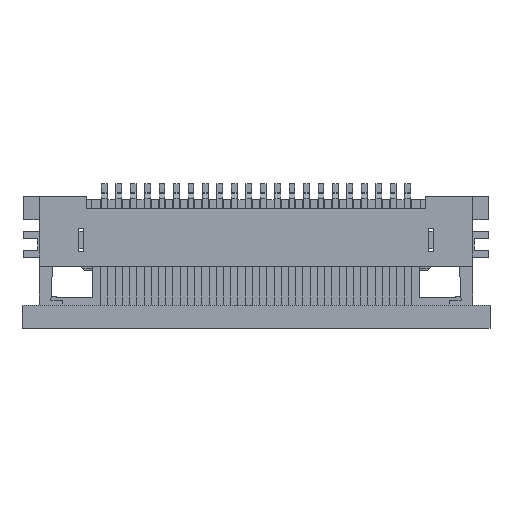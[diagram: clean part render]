
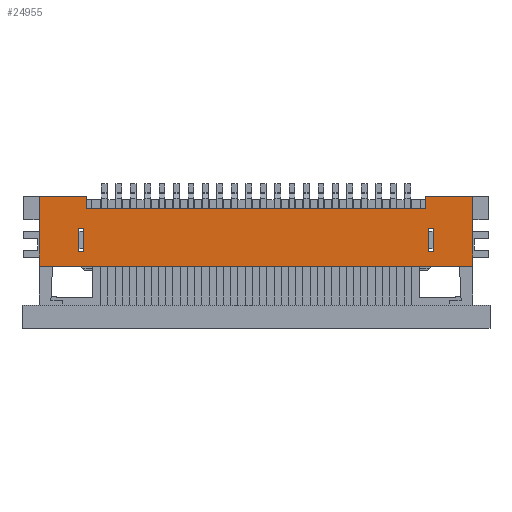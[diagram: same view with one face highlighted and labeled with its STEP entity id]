
A CAD part, top view. The second image highlights one B-rep face of the part: STEP entity #24955.
In plain terms, the highlighted planar face has unit normal (0, 0, 1).
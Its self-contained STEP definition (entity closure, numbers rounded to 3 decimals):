
#24955 = ADVANCED_FACE('',(#24956,#25022,#25056),#25090,.T.);
#24956 = FACE_BOUND('',#24957,.F.);
#24957 = EDGE_LOOP('',(#24958,#24968,#24976,#24984,#24992,#25000,#25008,
    #25016));
#24958 = ORIENTED_EDGE('',*,*,#24959,.F.);
#24959 = EDGE_CURVE('',#24960,#24962,#24964,.T.);
#24960 = VERTEX_POINT('',#24961);
#24961 = CARTESIAN_POINT('',(5.87,1.75,1.2));
#24962 = VERTEX_POINT('',#24963);
#24963 = CARTESIAN_POINT('',(5.87,1.35,1.2));
#24964 = LINE('',#24965,#24966);
#24965 = CARTESIAN_POINT('',(5.87,1.75,1.2));
#24966 = VECTOR('',#24967,1.);
#24967 = DIRECTION('',(0.,-1.,0.));
#24968 = ORIENTED_EDGE('',*,*,#24969,.F.);
#24969 = EDGE_CURVE('',#24970,#24960,#24972,.T.);
#24970 = VERTEX_POINT('',#24971);
#24971 = CARTESIAN_POINT('',(7.5,1.75,1.2));
#24972 = LINE('',#24973,#24974);
#24973 = CARTESIAN_POINT('',(7.5,1.75,1.2));
#24974 = VECTOR('',#24975,1.);
#24975 = DIRECTION('',(-1.,0.,0.));
#24976 = ORIENTED_EDGE('',*,*,#24977,.T.);
#24977 = EDGE_CURVE('',#24970,#24978,#24980,.T.);
#24978 = VERTEX_POINT('',#24979);
#24979 = CARTESIAN_POINT('',(7.5,-0.65,1.2));
#24980 = LINE('',#24981,#24982);
#24981 = CARTESIAN_POINT('',(7.5,1.75,1.2));
#24982 = VECTOR('',#24983,1.);
#24983 = DIRECTION('',(0.,-1.,0.));
#24984 = ORIENTED_EDGE('',*,*,#24985,.T.);
#24985 = EDGE_CURVE('',#24978,#24986,#24988,.T.);
#24986 = VERTEX_POINT('',#24987);
#24987 = CARTESIAN_POINT('',(-7.5,-0.65,1.2));
#24988 = LINE('',#24989,#24990);
#24989 = CARTESIAN_POINT('',(7.5,-0.65,1.2));
#24990 = VECTOR('',#24991,1.);
#24991 = DIRECTION('',(-1.,0.,0.));
#24992 = ORIENTED_EDGE('',*,*,#24993,.F.);
#24993 = EDGE_CURVE('',#24994,#24986,#24996,.T.);
#24994 = VERTEX_POINT('',#24995);
#24995 = CARTESIAN_POINT('',(-7.5,1.75,1.2));
#24996 = LINE('',#24997,#24998);
#24997 = CARTESIAN_POINT('',(-7.5,1.75,1.2));
#24998 = VECTOR('',#24999,1.);
#24999 = DIRECTION('',(0.,-1.,0.));
#25000 = ORIENTED_EDGE('',*,*,#25001,.F.);
#25001 = EDGE_CURVE('',#25002,#24994,#25004,.T.);
#25002 = VERTEX_POINT('',#25003);
#25003 = CARTESIAN_POINT('',(-5.87,1.75,1.2));
#25004 = LINE('',#25005,#25006);
#25005 = CARTESIAN_POINT('',(-5.87,1.75,1.2));
#25006 = VECTOR('',#25007,1.);
#25007 = DIRECTION('',(-1.,0.,0.));
#25008 = ORIENTED_EDGE('',*,*,#25009,.F.);
#25009 = EDGE_CURVE('',#25010,#25002,#25012,.T.);
#25010 = VERTEX_POINT('',#25011);
#25011 = CARTESIAN_POINT('',(-5.87,1.35,1.2));
#25012 = LINE('',#25013,#25014);
#25013 = CARTESIAN_POINT('',(-5.87,1.35,1.2));
#25014 = VECTOR('',#25015,1.);
#25015 = DIRECTION('',(0.,1.,0.));
#25016 = ORIENTED_EDGE('',*,*,#25017,.T.);
#25017 = EDGE_CURVE('',#25010,#24962,#25018,.T.);
#25018 = LINE('',#25019,#25020);
#25019 = CARTESIAN_POINT('',(-5.87,1.35,1.2));
#25020 = VECTOR('',#25021,1.);
#25021 = DIRECTION('',(1.,0.,0.));
#25022 = FACE_BOUND('',#25023,.F.);
#25023 = EDGE_LOOP('',(#25024,#25034,#25042,#25050));
#25024 = ORIENTED_EDGE('',*,*,#25025,.F.);
#25025 = EDGE_CURVE('',#25026,#25028,#25030,.T.);
#25026 = VERTEX_POINT('',#25027);
#25027 = CARTESIAN_POINT('',(5.97,-0.15,1.2));
#25028 = VERTEX_POINT('',#25029);
#25029 = CARTESIAN_POINT('',(5.97,0.65,1.2));
#25030 = LINE('',#25031,#25032);
#25031 = CARTESIAN_POINT('',(5.97,-0.15,1.2));
#25032 = VECTOR('',#25033,1.);
#25033 = DIRECTION('',(0.,1.,0.));
#25034 = ORIENTED_EDGE('',*,*,#25035,.F.);
#25035 = EDGE_CURVE('',#25036,#25026,#25038,.T.);
#25036 = VERTEX_POINT('',#25037);
#25037 = CARTESIAN_POINT('',(6.15,-0.15,1.2));
#25038 = LINE('',#25039,#25040);
#25039 = CARTESIAN_POINT('',(6.15,-0.15,1.2));
#25040 = VECTOR('',#25041,1.);
#25041 = DIRECTION('',(-1.,0.,0.));
#25042 = ORIENTED_EDGE('',*,*,#25043,.F.);
#25043 = EDGE_CURVE('',#25044,#25036,#25046,.T.);
#25044 = VERTEX_POINT('',#25045);
#25045 = CARTESIAN_POINT('',(6.15,0.65,1.2));
#25046 = LINE('',#25047,#25048);
#25047 = CARTESIAN_POINT('',(6.15,0.65,1.2));
#25048 = VECTOR('',#25049,1.);
#25049 = DIRECTION('',(0.,-1.,0.));
#25050 = ORIENTED_EDGE('',*,*,#25051,.F.);
#25051 = EDGE_CURVE('',#25028,#25044,#25052,.T.);
#25052 = LINE('',#25053,#25054);
#25053 = CARTESIAN_POINT('',(5.97,0.65,1.2));
#25054 = VECTOR('',#25055,1.);
#25055 = DIRECTION('',(1.,0.,0.));
#25056 = FACE_BOUND('',#25057,.F.);
#25057 = EDGE_LOOP('',(#25058,#25068,#25076,#25084));
#25058 = ORIENTED_EDGE('',*,*,#25059,.F.);
#25059 = EDGE_CURVE('',#25060,#25062,#25064,.T.);
#25060 = VERTEX_POINT('',#25061);
#25061 = CARTESIAN_POINT('',(-5.97,-0.15,1.2));
#25062 = VERTEX_POINT('',#25063);
#25063 = CARTESIAN_POINT('',(-6.15,-0.15,1.2));
#25064 = LINE('',#25065,#25066);
#25065 = CARTESIAN_POINT('',(-5.97,-0.15,1.2));
#25066 = VECTOR('',#25067,1.);
#25067 = DIRECTION('',(-1.,0.,0.));
#25068 = ORIENTED_EDGE('',*,*,#25069,.F.);
#25069 = EDGE_CURVE('',#25070,#25060,#25072,.T.);
#25070 = VERTEX_POINT('',#25071);
#25071 = CARTESIAN_POINT('',(-5.97,0.65,1.2));
#25072 = LINE('',#25073,#25074);
#25073 = CARTESIAN_POINT('',(-5.97,0.65,1.2));
#25074 = VECTOR('',#25075,1.);
#25075 = DIRECTION('',(0.,-1.,0.));
#25076 = ORIENTED_EDGE('',*,*,#25077,.F.);
#25077 = EDGE_CURVE('',#25078,#25070,#25080,.T.);
#25078 = VERTEX_POINT('',#25079);
#25079 = CARTESIAN_POINT('',(-6.15,0.65,1.2));
#25080 = LINE('',#25081,#25082);
#25081 = CARTESIAN_POINT('',(-6.15,0.65,1.2));
#25082 = VECTOR('',#25083,1.);
#25083 = DIRECTION('',(1.,0.,0.));
#25084 = ORIENTED_EDGE('',*,*,#25085,.F.);
#25085 = EDGE_CURVE('',#25062,#25078,#25086,.T.);
#25086 = LINE('',#25087,#25088);
#25087 = CARTESIAN_POINT('',(-6.15,-0.15,1.2));
#25088 = VECTOR('',#25089,1.);
#25089 = DIRECTION('',(0.,1.,0.));
#25090 = PLANE('',#25091);
#25091 = AXIS2_PLACEMENT_3D('',#25092,#25093,#25094);
#25092 = CARTESIAN_POINT('',(7.5,1.75,1.2));
#25093 = DIRECTION('',(0.,0.,1.));
#25094 = DIRECTION('',(-1.,0.,0.));
